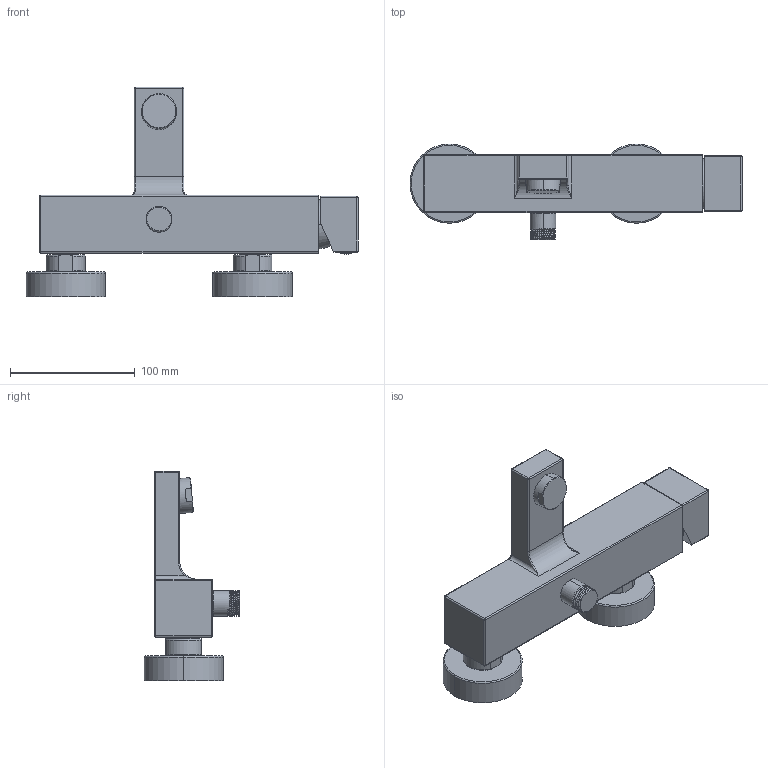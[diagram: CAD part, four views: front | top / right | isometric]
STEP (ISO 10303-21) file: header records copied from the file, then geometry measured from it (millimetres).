
FILE_DESCRIPTION((''),'2;1');
FILE_NAME('EL022CR','2021-01-13T16:59:18',('ut3'),('PAFFONI SpA'),'CREO PARAMETRIC BY PTC INC, 2020044','CREO PARAMETRIC BY PTC INC, 2020044','');
FILE_SCHEMA(('CONFIG_CONTROL_DESIGN','SHAPE_APPEARANCE_LAYERS_GROUPS'));
Length unit declared in the file: millimetre
Products named in the file (1): EL022CR
Bounding box: 266.35 x 77 x 168.25 mm (x, y, z)
Volume: 754485.6 mm3; surface area: 93745.7 mm2
Topology: 1 solids, 1 shells, 161 faces, 380 edges, 232 vertices
Faces by surface type: cylinder 64, plane 43, torus 20, sphere 14, cone 12, bspline 8
Entity records: 9942 total; most frequent: CARTESIAN_POINT 5052, DIRECTION 769, ORIENTED_EDGE 756, EDGE_CURVE 378, AXIS2_PLACEMENT_3D 310, VERTEX_POINT 232, EDGE_LOOP 174, FILL_AREA_STYLE_COLOUR 170
